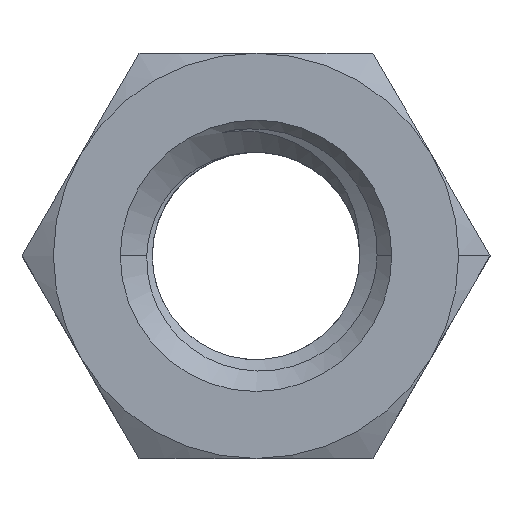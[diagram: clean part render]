
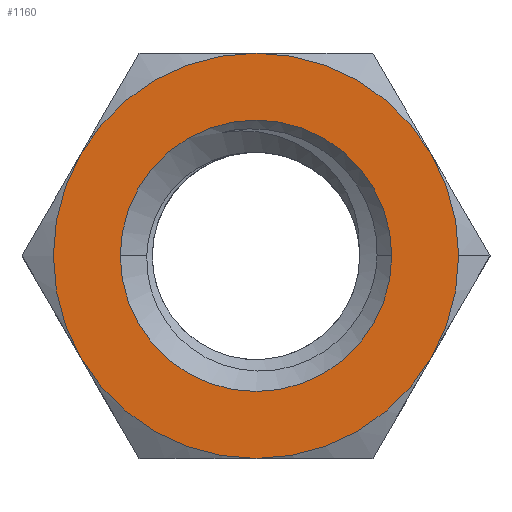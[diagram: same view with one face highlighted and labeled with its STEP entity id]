
A CAD part, top view. The second image highlights one B-rep face of the part: STEP entity #1160.
In plain terms, the highlighted planar face has unit normal (0, 0, 1).
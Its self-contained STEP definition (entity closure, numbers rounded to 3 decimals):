
#11 = ORIENTED_EDGE ( 'NONE', *, *, #732, .T. ) ;
#23 = CARTESIAN_POINT ( 'NONE',  ( -8.227, -4.75, 10. ) ) ;
#29 = CARTESIAN_POINT ( 'NONE',  ( 0., 0., 10. ) ) ;
#36 = ORIENTED_EDGE ( 'NONE', *, *, #1348, .T. ) ;
#69 = CIRCLE ( 'NONE', #101, 9.5 ) ;
#81 = DIRECTION ( 'NONE',  ( 1., 0., 0. ) ) ;
#101 = AXIS2_PLACEMENT_3D ( 'NONE', #1027, #1380, #1868 ) ;
#109 = AXIS2_PLACEMENT_3D ( 'NONE', #2087, #1051, #1727 ) ;
#143 = DIRECTION ( 'NONE',  ( 1., 0., 0. ) ) ;
#159 = VERTEX_POINT ( 'NONE', #283 ) ;
#160 = AXIS2_PLACEMENT_3D ( 'NONE', #1355, #1189, #347 ) ;
#204 = VERTEX_POINT ( 'NONE', #803 ) ;
#233 = DIRECTION ( 'NONE',  ( 1., 0., 0. ) ) ;
#240 = CARTESIAN_POINT ( 'NONE',  ( 8.227, 4.75, 10. ) ) ;
#270 = EDGE_CURVE ( 'NONE', #343, #478, #1780, .T. ) ;
#272 = DIRECTION ( 'NONE',  ( 0., 0., 1. ) ) ;
#283 = CARTESIAN_POINT ( 'NONE',  ( -6.363, 0., 10. ) ) ;
#310 = FACE_BOUND ( 'NONE', #2044, .T. ) ;
#339 = CARTESIAN_POINT ( 'NONE',  ( 6.363, 0., 10. ) ) ;
#343 = VERTEX_POINT ( 'NONE', #23 ) ;
#347 = DIRECTION ( 'NONE',  ( 1., 0., 0. ) ) ;
#360 = CARTESIAN_POINT ( 'NONE',  ( 9.5, 0., 10. ) ) ;
#416 = PLANE ( 'NONE',  #519 ) ;
#425 = CARTESIAN_POINT ( 'NONE',  ( 0., 0., 10. ) ) ;
#466 = EDGE_CURVE ( 'NONE', #1652, #1749, #1747, .T. ) ;
#478 = VERTEX_POINT ( 'NONE', #1970 ) ;
#483 = AXIS2_PLACEMENT_3D ( 'NONE', #1804, #1810, #953 ) ;
#501 = ORIENTED_EDGE ( 'NONE', *, *, #1212, .T. ) ;
#519 = AXIS2_PLACEMENT_3D ( 'NONE', #29, #1595, #1951 ) ;
#545 = CIRCLE ( 'NONE', #1173, 9.5 ) ;
#550 = VERTEX_POINT ( 'NONE', #1209 ) ;
#569 = CARTESIAN_POINT ( 'NONE',  ( 0., 0., 10. ) ) ;
#614 = ORIENTED_EDGE ( 'NONE', *, *, #975, .T. ) ;
#732 = EDGE_CURVE ( 'NONE', #204, #343, #1601, .T. ) ;
#745 = ORIENTED_EDGE ( 'NONE', *, *, #466, .T. ) ;
#769 = DIRECTION ( 'NONE',  ( 1., 0., 0. ) ) ;
#803 = CARTESIAN_POINT ( 'NONE',  ( -8.227, 4.75, 10. ) ) ;
#814 = AXIS2_PLACEMENT_3D ( 'NONE', #2173, #1136, #1328 ) ;
#824 = ORIENTED_EDGE ( 'NONE', *, *, #270, .T. ) ;
#865 = AXIS2_PLACEMENT_3D ( 'NONE', #1624, #272, #81 ) ;
#872 = CIRCLE ( 'NONE', #109, 6.363 ) ;
#938 = DIRECTION ( 'NONE',  ( 0., 0., 1. ) ) ;
#953 = DIRECTION ( 'NONE',  ( 1., 0., 0. ) ) ;
#964 = FACE_OUTER_BOUND ( 'NONE', #1677, .T. ) ;
#975 = EDGE_CURVE ( 'NONE', #2038, #159, #872, .T. ) ;
#986 = CIRCLE ( 'NONE', #1029, 9.5 ) ;
#1027 = CARTESIAN_POINT ( 'NONE',  ( 0., 0., 10. ) ) ;
#1029 = AXIS2_PLACEMENT_3D ( 'NONE', #569, #1090, #233 ) ;
#1051 = DIRECTION ( 'NONE',  ( 0., 0., -1. ) ) ;
#1066 = ORIENTED_EDGE ( 'NONE', *, *, #2083, .T. ) ;
#1085 = AXIS2_PLACEMENT_3D ( 'NONE', #425, #938, #769 ) ;
#1090 = DIRECTION ( 'NONE',  ( 0., 0., 1. ) ) ;
#1091 = CIRCLE ( 'NONE', #483, 6.363 ) ;
#1136 = DIRECTION ( 'NONE',  ( 0., 0., 1. ) ) ;
#1160 = ADVANCED_FACE ( 'NONE', ( #310, #964 ), #416, .T. ) ;
#1173 = AXIS2_PLACEMENT_3D ( 'NONE', #2220, #1833, #143 ) ;
#1189 = DIRECTION ( 'NONE',  ( 0., 0., 1. ) ) ;
#1209 = CARTESIAN_POINT ( 'NONE',  ( 8.227, -4.75, 10. ) ) ;
#1212 = EDGE_CURVE ( 'NONE', #478, #550, #986, .T. ) ;
#1228 = VERTEX_POINT ( 'NONE', #1990 ) ;
#1328 = DIRECTION ( 'NONE',  ( 1., 0., 0. ) ) ;
#1348 = EDGE_CURVE ( 'NONE', #159, #2038, #1091, .T. ) ;
#1355 = CARTESIAN_POINT ( 'NONE',  ( 0., 0., 10. ) ) ;
#1380 = DIRECTION ( 'NONE',  ( 0., 0., 1. ) ) ;
#1443 = EDGE_CURVE ( 'NONE', #1749, #1228, #545, .T. ) ;
#1595 = DIRECTION ( 'NONE',  ( 0., 0., 1. ) ) ;
#1601 = CIRCLE ( 'NONE', #865, 9.5 ) ;
#1624 = CARTESIAN_POINT ( 'NONE',  ( 0., 0., 10. ) ) ;
#1652 = VERTEX_POINT ( 'NONE', #360 ) ;
#1677 = EDGE_LOOP ( 'NONE', ( #2124, #745, #2092, #1066, #11, #824, #501 ) ) ;
#1727 = DIRECTION ( 'NONE',  ( 1., 0., 0. ) ) ;
#1747 = CIRCLE ( 'NONE', #1085, 9.5 ) ;
#1749 = VERTEX_POINT ( 'NONE', #240 ) ;
#1780 = CIRCLE ( 'NONE', #814, 9.5 ) ;
#1804 = CARTESIAN_POINT ( 'NONE',  ( 0., 0., 10. ) ) ;
#1810 = DIRECTION ( 'NONE',  ( 0., 0., -1. ) ) ;
#1833 = DIRECTION ( 'NONE',  ( 0., 0., 1. ) ) ;
#1868 = DIRECTION ( 'NONE',  ( 1., 0., 0. ) ) ;
#1951 = DIRECTION ( 'NONE',  ( 1., 0., 0. ) ) ;
#1970 = CARTESIAN_POINT ( 'NONE',  ( 0., -9.5, 10. ) ) ;
#1990 = CARTESIAN_POINT ( 'NONE',  ( 0., 9.5, 10. ) ) ;
#2025 = EDGE_CURVE ( 'NONE', #550, #1652, #69, .T. ) ;
#2038 = VERTEX_POINT ( 'NONE', #339 ) ;
#2044 = EDGE_LOOP ( 'NONE', ( #614, #36 ) ) ;
#2083 = EDGE_CURVE ( 'NONE', #1228, #204, #2179, .T. ) ;
#2087 = CARTESIAN_POINT ( 'NONE',  ( 0., 0., 10. ) ) ;
#2092 = ORIENTED_EDGE ( 'NONE', *, *, #1443, .T. ) ;
#2124 = ORIENTED_EDGE ( 'NONE', *, *, #2025, .T. ) ;
#2173 = CARTESIAN_POINT ( 'NONE',  ( 0., 0., 10. ) ) ;
#2179 = CIRCLE ( 'NONE', #160, 9.5 ) ;
#2220 = CARTESIAN_POINT ( 'NONE',  ( 0., 0., 10. ) ) ;
